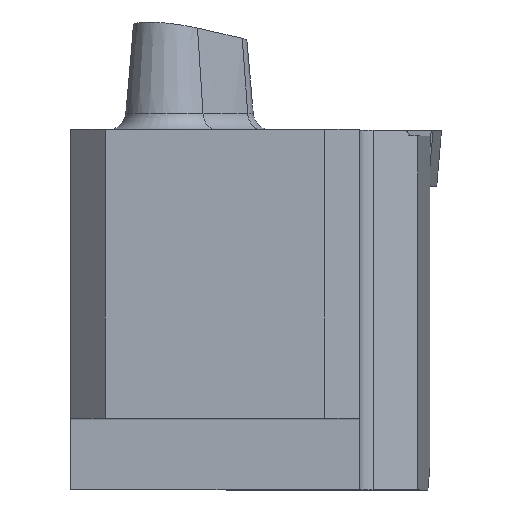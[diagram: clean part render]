
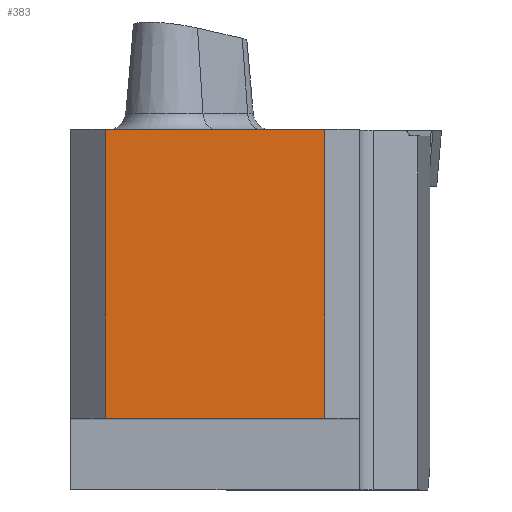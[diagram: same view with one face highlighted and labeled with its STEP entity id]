
A CAD part, top view. The second image highlights one B-rep face of the part: STEP entity #383.
In plain terms, the highlighted planar face has unit normal (0, 0, 1).
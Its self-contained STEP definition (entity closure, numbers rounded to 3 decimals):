
#383=ADVANCED_FACE('CU_BACK_SU1',(#549),#483,.F.);
#483=PLANE('',#2125);
#549=FACE_OUTER_BOUND('',#640,.T.);
#640=EDGE_LOOP('',(#900,#901,#902,#903));
#900=ORIENTED_EDGE('',*,*,#1584,.F.);
#901=ORIENTED_EDGE('',*,*,#1585,.F.);
#902=ORIENTED_EDGE('',*,*,#1586,.T.);
#903=ORIENTED_EDGE('',*,*,#1582,.T.);
#1369=VERTEX_POINT('',#3235);
#1370=VERTEX_POINT('',#3237);
#1371=VERTEX_POINT('',#3241);
#1372=VERTEX_POINT('',#3243);
#1582=EDGE_CURVE('',#1370,#1369,#1804,.T.);
#1584=EDGE_CURVE('',#1371,#1369,#1806,.T.);
#1585=EDGE_CURVE('',#1372,#1371,#1807,.T.);
#1586=EDGE_CURVE('',#1372,#1370,#1808,.T.);
#1804=LINE('',#3236,#1934);
#1806=LINE('',#3240,#1936);
#1807=LINE('',#3242,#1937);
#1808=LINE('',#3244,#1938);
#1934=VECTOR('',#2450,1.);
#1936=VECTOR('',#2454,1.);
#1937=VECTOR('',#2455,1.);
#1938=VECTOR('',#2456,1.);
#2125=AXIS2_PLACEMENT_3D('',#3245,#2457,#2458);
#2450=DIRECTION('',(1.,0.,0.));
#2454=DIRECTION('',(0.,-1.,0.));
#2455=DIRECTION('',(1.,0.,0.));
#2456=DIRECTION('',(0.,-1.,0.));
#2457=DIRECTION('',(0.,0.,-1.));
#2458=DIRECTION('',(1.,0.,0.));
#3235=CARTESIAN_POINT('',(21.925,0.,0.));
#3236=CARTESIAN_POINT('',(110.,0.,0.));
#3237=CARTESIAN_POINT('',(3.,0.,0.));
#3240=CARTESIAN_POINT('',(21.925,0.,0.));
#3241=CARTESIAN_POINT('',(21.925,24.925,0.));
#3242=CARTESIAN_POINT('',(110.,24.925,0.));
#3243=CARTESIAN_POINT('',(3.,24.925,0.));
#3244=CARTESIAN_POINT('',(3.,0.,0.));
#3245=CARTESIAN_POINT('',(-17.746,44.925,0.));
